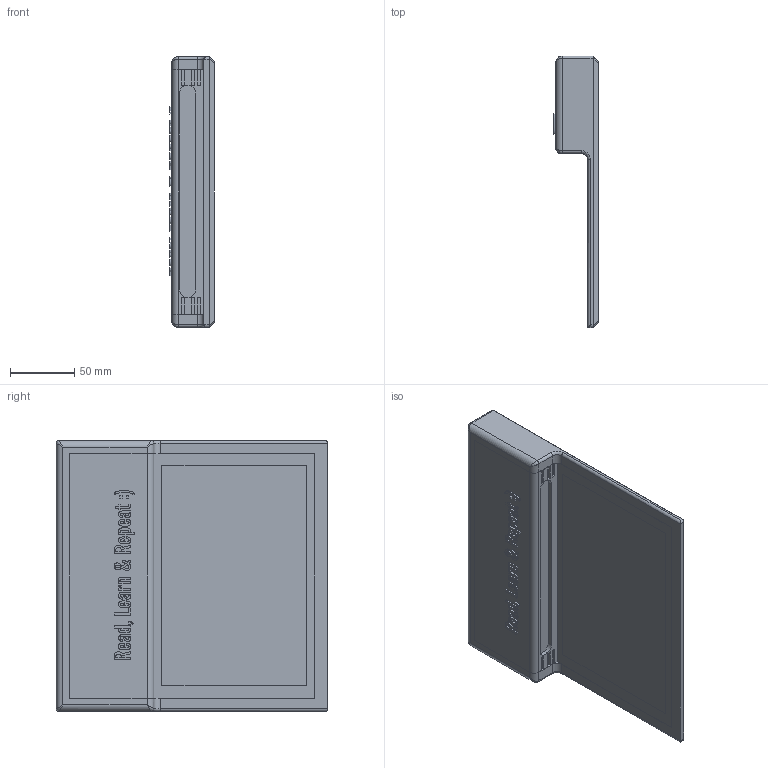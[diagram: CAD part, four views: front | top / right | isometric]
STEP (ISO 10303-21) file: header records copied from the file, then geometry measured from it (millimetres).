
FILE_DESCRIPTION(/* description */ ('STEP AP242','CAx-IF Rec.Pracs.---Representation and Presentation of Product Manufacturing Information (PMI)---4.0---2014-10-13','CAx-IF Rec.Pracs.---3D Tessellated Geometry---0.4---2014-09-14','2;1'),/* implementation_level */ '2;1');
FILE_NAME(/* name */ '6876c80068fde771efa649ff',/* time_stamp */ '2025-07-15T21:28:35Z',/* author */ (''),/* organization */ (''),/* preprocessor_version */ 'ST-DEVELOPER v20',/* originating_system */ 'ONSHAPE BY PTC INC, 1.200',/* authorisation */ ' ');
FILE_SCHEMA (('AP242_MANAGED_MODEL_BASED_3D_ENGINEERING_MIM_LF { 1 0 10303 442 1 1 4 }'));
Length unit declared in the file: metre
Products named in the file (4): Part 2; Part 3; Part 4; Part 5
Bounding box: 34.5 x 210.5 x 210 mm (x, y, z)
Volume: 358286.3 mm3; surface area: 159452.6 mm2
Topology: 4 solids, 4 shells, 1344 faces, 3702 edges, 2440 vertices
Faces by surface type: plane 525, cylinder 421, bspline 368, torus 30
Full cylindrical faces by diameter (mm): 2.568 x1, 2.581 x1, 2.609 x2, 3 x2, 4 x4, 8.826 x1, 12.662 x1
Entity records: 44163 total; most frequent: CARTESIAN_POINT 11594, ORIENTED_EDGE 7372, DIRECTION 5780, EDGE_CURVE 3686, VERTEX_POINT 2440, LINE 2076, VECTOR 2076, AXIS2_PLACEMENT_3D 1852
